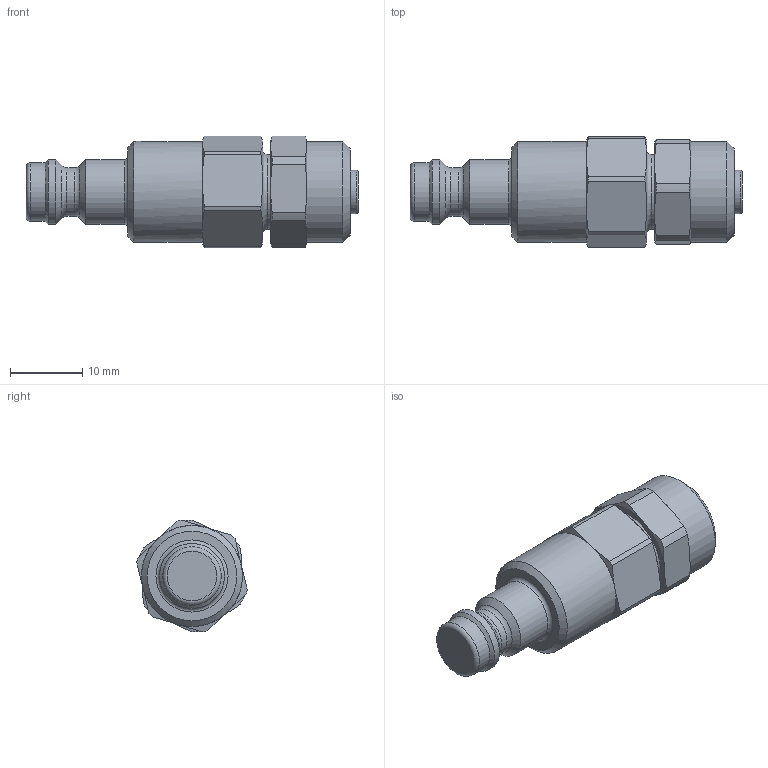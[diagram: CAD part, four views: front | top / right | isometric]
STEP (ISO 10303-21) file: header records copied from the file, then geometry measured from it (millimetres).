
FILE_DESCRIPTION((''),'2;1');
FILE_NAME('21sbko08rvx.stp','2013-02-19T10:49:28',('IA176480'),(''),'Autodesk Inventor 2011','Autodesk Inventor 2011','');
FILE_SCHEMA(('AUTOMOTIVE_DESIGN { 1 0 10303 214 1 1 1 1 }'));
Length unit declared in the file: millimetre
Products named in the file (1): D105924
Bounding box: 46 x 15.31 x 15.51 mm (x, y, z)
Volume: 5173.8 mm3; surface area: 3001.6 mm2
Topology: 1 solids, 3 shells, 100 faces, 217 edges, 128 vertices
Faces by surface type: cone 37, cylinder 29, plane 23, torus 11
Full cylindrical faces by diameter (mm): 6.05 x1, 6.7 x2, 8.1 x1, 9 x2, 10.4 x1, 10.794 x1, 10.85 x1, 11 x1, 12 x2, 12.1 x1, 12.5 x1, 12.6 x1, 14 x2
Entity records: 2525 total; most frequent: CARTESIAN_POINT 487, DIRECTION 420, ORIENTED_EDGE 338, AXIS2_PLACEMENT_3D 198, EDGE_CURVE 169, EDGE_LOOP 150, VERTEX_POINT 121, FACE_OUTER_BOUND 100
